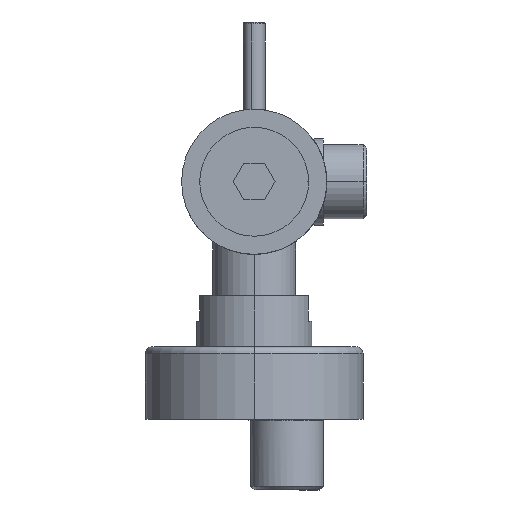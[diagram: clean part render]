
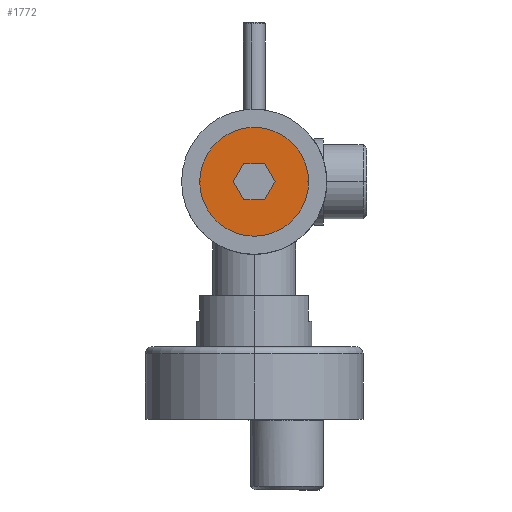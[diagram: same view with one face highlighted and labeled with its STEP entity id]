
A CAD part, left-side view. The second image highlights one B-rep face of the part: STEP entity #1772.
In plain terms, the highlighted face is planar.
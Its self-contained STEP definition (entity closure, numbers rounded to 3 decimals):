
#345 = CARTESIAN_POINT ( 'NONE',  ( 5., 0., -2.887 ) ) ;
#489 = CARTESIAN_POINT ( 'NONE',  ( -5., 0., 2.887 ) ) ;
#672 = VERTEX_POINT ( 'NONE', #10381 ) ;
#830 = EDGE_CURVE ( 'NONE', #4573, #1358, #1125, .T. ) ;
#1015 = DIRECTION ( 'NONE',  ( 0., -1., 0. ) ) ;
#1125 = LINE ( 'NONE', #2178, #6993 ) ;
#1237 = LINE ( 'NONE', #345, #7208 ) ;
#1316 = ORIENTED_EDGE ( 'NONE', *, *, #7678, .F. ) ;
#1358 = VERTEX_POINT ( 'NONE', #5503 ) ;
#1710 = EDGE_LOOP ( 'NONE', ( #2818, #1316, #4932, #5460, #4208, #9382 ) ) ;
#1772 = ADVANCED_FACE ( 'NONE', ( #1940, #2037 ), #7942, .F. ) ;
#1940 = FACE_BOUND ( 'NONE', #1710, .T. ) ;
#2037 = FACE_OUTER_BOUND ( 'NONE', #9628, .T. ) ;
#2059 = ORIENTED_EDGE ( 'NONE', *, *, #2766, .T. ) ;
#2063 = DIRECTION ( 'NONE',  ( 0., -1., 0. ) ) ;
#2178 = CARTESIAN_POINT ( 'NONE',  ( -5., 0., -2.887 ) ) ;
#2349 = VECTOR ( 'NONE', #5470, 1000. ) ;
#2766 = EDGE_CURVE ( 'NONE', #9834, #8876, #6160, .T. ) ;
#2794 = CARTESIAN_POINT ( 'NONE',  ( 0., 0., 5.774 ) ) ;
#2818 = ORIENTED_EDGE ( 'NONE', *, *, #830, .F. ) ;
#2838 = EDGE_CURVE ( 'NONE', #672, #9045, #1237, .T. ) ;
#2875 = CARTESIAN_POINT ( 'NONE',  ( 5., 0., 2.887 ) ) ;
#3003 = AXIS2_PLACEMENT_3D ( 'NONE', #10231, #1015, #7753 ) ;
#3341 = CARTESIAN_POINT ( 'NONE',  ( 0., 0., 5.774 ) ) ;
#3355 = CARTESIAN_POINT ( 'NONE',  ( 0., 0., 15. ) ) ;
#3494 = CIRCLE ( 'NONE', #6573, 15. ) ;
#3858 = AXIS2_PLACEMENT_3D ( 'NONE', #8618, #9429, #5285 ) ;
#4027 = LINE ( 'NONE', #489, #10347 ) ;
#4208 = ORIENTED_EDGE ( 'NONE', *, *, #2838, .F. ) ;
#4317 = CARTESIAN_POINT ( 'NONE',  ( -5., 0., -2.887 ) ) ;
#4502 = DIRECTION ( 'NONE',  ( 0., 0., -1. ) ) ;
#4573 = VERTEX_POINT ( 'NONE', #4317 ) ;
#4932 = ORIENTED_EDGE ( 'NONE', *, *, #6645, .F. ) ;
#4958 = CARTESIAN_POINT ( 'NONE',  ( 0., 0., -15. ) ) ;
#5016 = CARTESIAN_POINT ( 'NONE',  ( -5., 0., 2.887 ) ) ;
#5285 = DIRECTION ( 'NONE',  ( 1., 0., 0. ) ) ;
#5460 = ORIENTED_EDGE ( 'NONE', *, *, #7694, .F. ) ;
#5470 = DIRECTION ( 'NONE',  ( 0.866, 0., 0.5 ) ) ;
#5499 = CARTESIAN_POINT ( 'NONE',  ( 5., 0., 2.887 ) ) ;
#5503 = CARTESIAN_POINT ( 'NONE',  ( 0., 0., -5.774 ) ) ;
#5521 = DIRECTION ( 'NONE',  ( 0.866, 0., -0.5 ) ) ;
#6160 = CIRCLE ( 'NONE', #3003, 15. ) ;
#6239 = DIRECTION ( 'NONE',  ( 0., 0., 1. ) ) ;
#6246 = VERTEX_POINT ( 'NONE', #2794 ) ;
#6259 = EDGE_CURVE ( 'NONE', #8876, #9834, #3494, .T. ) ;
#6338 = LINE ( 'NONE', #5499, #6814 ) ;
#6440 = EDGE_CURVE ( 'NONE', #1358, #672, #9082, .T. ) ;
#6573 = AXIS2_PLACEMENT_3D ( 'NONE', #10499, #2063, #4502 ) ;
#6645 = EDGE_CURVE ( 'NONE', #6246, #10292, #9992, .T. ) ;
#6814 = VECTOR ( 'NONE', #8898, 1000. ) ;
#6993 = VECTOR ( 'NONE', #5521, 1000. ) ;
#7208 = VECTOR ( 'NONE', #6239, 1000. ) ;
#7413 = CARTESIAN_POINT ( 'NONE',  ( 0., 0., -5.774 ) ) ;
#7678 = EDGE_CURVE ( 'NONE', #10292, #4573, #4027, .T. ) ;
#7694 = EDGE_CURVE ( 'NONE', #9045, #6246, #6338, .T. ) ;
#7753 = DIRECTION ( 'NONE',  ( 0., 0., -1. ) ) ;
#7942 = PLANE ( 'NONE',  #3858 ) ;
#8118 = DIRECTION ( 'NONE',  ( 0., 0., -1. ) ) ;
#8603 = ORIENTED_EDGE ( 'NONE', *, *, #6259, .T. ) ;
#8618 = CARTESIAN_POINT ( 'NONE',  ( 0., 0., 0. ) ) ;
#8825 = VECTOR ( 'NONE', #9135, 1000. ) ;
#8876 = VERTEX_POINT ( 'NONE', #3355 ) ;
#8898 = DIRECTION ( 'NONE',  ( -0.866, 0., 0.5 ) ) ;
#9045 = VERTEX_POINT ( 'NONE', #2875 ) ;
#9082 = LINE ( 'NONE', #7413, #2349 ) ;
#9135 = DIRECTION ( 'NONE',  ( -0.866, 0., -0.5 ) ) ;
#9382 = ORIENTED_EDGE ( 'NONE', *, *, #6440, .F. ) ;
#9429 = DIRECTION ( 'NONE',  ( 0., 1., 0. ) ) ;
#9628 = EDGE_LOOP ( 'NONE', ( #2059, #8603 ) ) ;
#9834 = VERTEX_POINT ( 'NONE', #4958 ) ;
#9992 = LINE ( 'NONE', #3341, #8825 ) ;
#10231 = CARTESIAN_POINT ( 'NONE',  ( 0., 0., 0. ) ) ;
#10292 = VERTEX_POINT ( 'NONE', #5016 ) ;
#10347 = VECTOR ( 'NONE', #8118, 1000. ) ;
#10381 = CARTESIAN_POINT ( 'NONE',  ( 5., 0., -2.887 ) ) ;
#10499 = CARTESIAN_POINT ( 'NONE',  ( 0., 0., 0. ) ) ;
